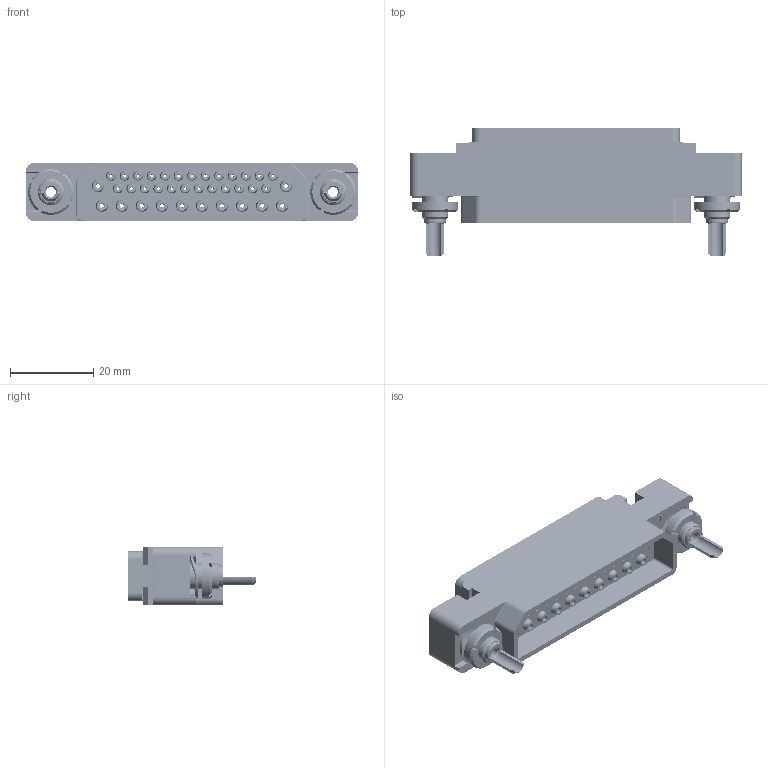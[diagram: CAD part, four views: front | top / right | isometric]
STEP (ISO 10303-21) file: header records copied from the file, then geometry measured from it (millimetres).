
FILE_DESCRIPTION((''),'2;1');
FILE_NAME('1900ND09P1B00A','2019-10-29T',('presta_be4'),(''),'CREO PARAMETRIC BY PTC INC, 2018360','CREO PARAMETRIC BY PTC INC, 2018360','');
FILE_SCHEMA(('CONFIG_CONTROL_DESIGN'));
Products named in the file (1): 1900ND09P1B00A
Bounding box: 80 x 30.8 x 14 mm (x, y, z)
Volume: 13231.6 mm3; surface area: 15526 mm2
Topology: 1 solids, 1 shells, 4258 faces, 9966 edges, 6010 vertices
Faces by surface type: plane 1560, cylinder 1140, torus 866, cone 666, extrusion 26
Entity records: 125683 total; most frequent: CARTESIAN_POINT 25103, DIRECTION 22624, ORIENTED_EDGE 19924, EDGE_CURVE 9962, AXIS2_PLACEMENT_3D 8594, VERTEX_POINT 6010, VECTOR 5436, LINE 5410
